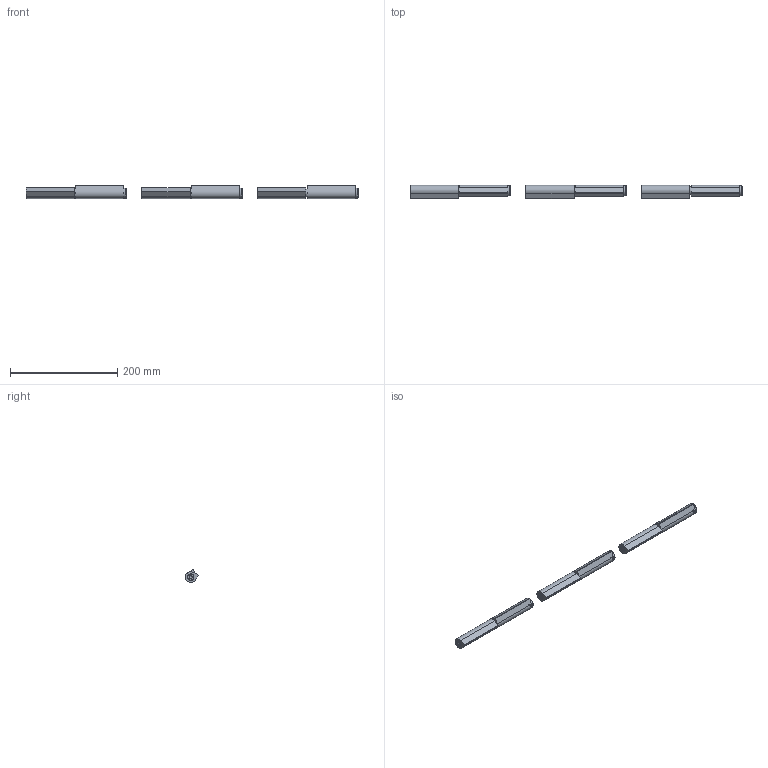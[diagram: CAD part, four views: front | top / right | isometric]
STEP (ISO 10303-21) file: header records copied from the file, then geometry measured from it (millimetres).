
FILE_DESCRIPTION(/* description */ (''),/* implementation_level */ '2;1');
FILE_NAME(/* name */ 'GJ10530HS.stp',/* time_stamp */ '2019-12-02T10:09:15+01:00',/* author */ ('DBARI'),/* organization */ (''),/* preprocessor_version */ 'ST-DEVELOPER v17.2',/* originating_system */ 'Autodesk Inventor 2019',/* authorisation */ '');
FILE_SCHEMA (('AUTOMOTIVE_DESIGN { 1 0 10303 214 3 1 1 }'));
Length unit declared in the file: millimetre
Products named in the file (9): set paumelles; Paumelle standard réglable; AXE PAUMELLE STANDARD; demi paumelle porte axe; demi paumelle bouchon; JIS B 1177 Bout plat - M16 x 12; bille D8; Graisseur à chasser DIN3405; bouchon bulte BPT19E 0,8-2,5
Assembly tree (10 placements, depth 3):
  set paumelles
    Paumelle standard réglable  x3
      AXE PAUMELLE STANDARD
      demi paumelle porte axe
      demi paumelle bouchon
      JIS B 1177 Bout plat - M16 x 12
      bille D8
      Graisseur à chasser DIN3405
      bouchon bulte BPT19E 0,8-2,5
Bounding box: 617.8 x 24.64 x 24.36 mm (x, y, z)
Volume: 183345.6 mm3; surface area: 87589.1 mm2
Topology: 21 solids, 21 shells, 249 faces, 612 edges, 441 vertices
Faces by surface type: plane 126, cylinder 78, cone 27, sphere 12, torus 6
Full cylindrical faces by diameter (mm): 3 x3, 7 x3, 10 x6, 11 x3, 12 x6, 13.95 x3, 14 x12, 14.1 x6, 16 x6, 17.4 x9, 19 x3
Entity records: 2882 total; most frequent: DIRECTION 505, CARTESIAN_POINT 462, ORIENTED_EDGE 398, AXIS2_PLACEMENT_3D 211, EDGE_CURVE 199, VERTEX_POINT 147, CIRCLE 109, EDGE_LOOP 104
